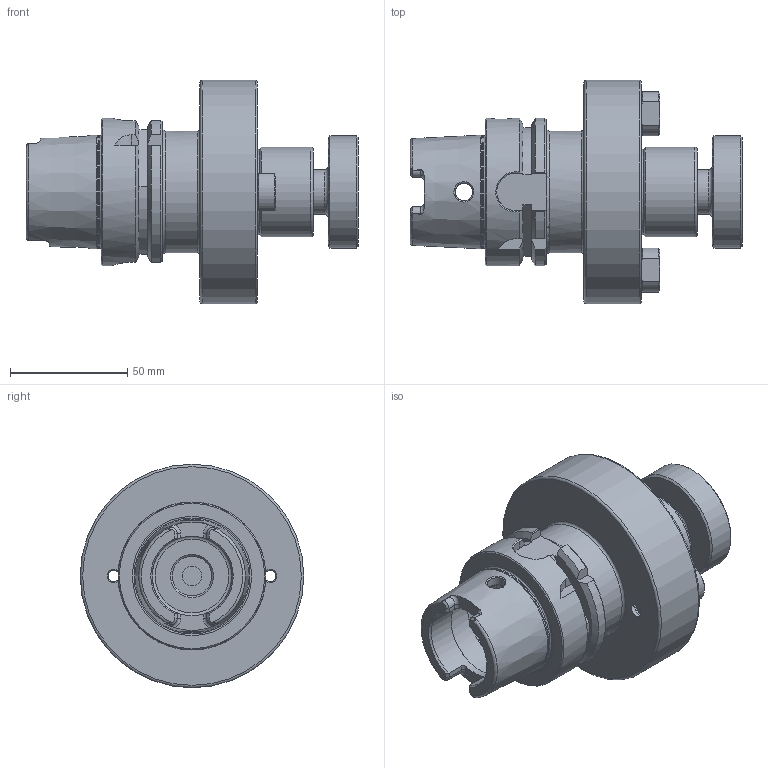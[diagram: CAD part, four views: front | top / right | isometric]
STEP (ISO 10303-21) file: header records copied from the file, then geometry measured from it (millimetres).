
FILE_DESCRIPTION((''),'2;1');
FILE_NAME('H63-15SM2.stp','2014-08-21T09:31:37',('kaykin'),(''),'Autodesk Inventor 2012','Autodesk Inventor 2012','');
FILE_SCHEMA(('AUTOMOTIVE_DESIGN { 1 0 10303 214 1 1 1 1 }'));
Length unit declared in the file: inch
Products named in the file (4): H63-15SM2; 15KY; 15LS
Assembly tree (4 placements, depth 2):
  H63-15SM2
    H63-15SM2
    15KY  x2
    15LS
Bounding box: 141.52 x 95.25 x 95.25 mm (x, y, z)
Volume: 334992.6 mm3; surface area: 62318.4 mm2
Topology: 4 solids, 4 shells, 218 faces, 539 edges, 340 vertices
Faces by surface type: plane 84, cylinder 55, cone 49, torus 19, bspline 11
Full cylindrical faces by diameter (mm): 4.826 x2, 7.5 x2, 8.4 x1, 9.525 x1, 10 x1, 14.986 x2, 15.354 x2, 15.862 x2, 15.888 x2, 16.916 x1, 17.323 x1, 19.016 x1, 19.05 x1, 20.32 x1, 34 x2, 36.566 x1, 38.09 x1, 40 x1, 47.752 x1, 48.041 x1, 52 x1, 63 x1, 95.25 x1
Entity records: 6357 total; most frequent: CARTESIAN_POINT 2002, DIRECTION 843, ORIENTED_EDGE 830, EDGE_CURVE 415, AXIS2_PLACEMENT_3D 355, VERTEX_POINT 294, EDGE_LOOP 285, FACE_OUTER_BOUND 200
